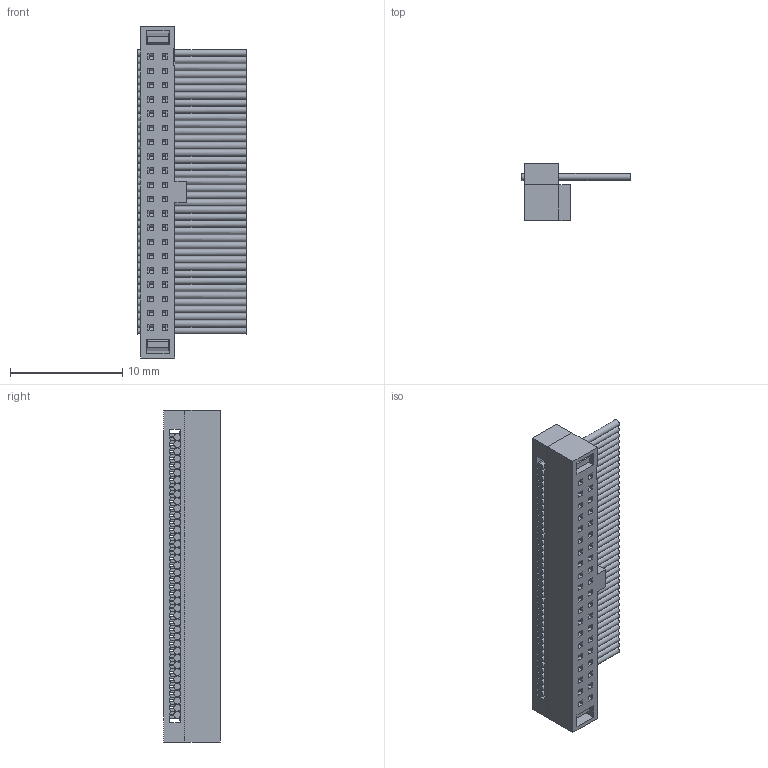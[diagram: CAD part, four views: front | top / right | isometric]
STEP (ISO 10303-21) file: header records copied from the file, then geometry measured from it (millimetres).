
FILE_DESCRIPTION(/* description */ ('STEP AP214'),/* implementation_level */ '2;1');
FILE_NAME(/* name */ 'FFSD-20-S-02.00-01-N',/* time_stamp */ '2024-11-18T00:52:32+01:00',/* author */ ('License CC BY-ND 4.0'),/* organization */ ('CADENAS'),/* preprocessor_version */ 'ST-DEVELOPER v19.3',/* originating_system */ 'PARTsolutions',/* authorisation */ ' ');
FILE_SCHEMA (('AUTOMOTIVE_DESIGN {1 0 10303 214 3 1 1}'));
Length unit declared in the file: inch
Products named in the file (4): FFSD-20-S-02.00-01-N; FFSD-200LB; FFSD-20()ub; FFSD-20pin
Assembly tree (4 placements, depth 2):
  FFSD-20-S-02.00-01-N
    FFSD-200LB
    FFSD-20()ub
    FFSD-20pin  x2
Bounding box: 9.65 x 5.08 x 29.59 mm (x, y, z)
Volume: 378.7 mm3; surface area: 2302.2 mm2
Topology: 4 solids, 4 shells, 1782 faces, 5495 edges, 3610 vertices
Faces by surface type: plane 1584, cylinder 198
Entity records: 53307 total; most frequent: ORIENTED_EDGE 8854, CARTESIAN_POINT 8754, DIRECTION 7957, EDGE_CURVE 4427, LINE 3755, VECTOR 3755, VERTEX_POINT 2898, AXIS2_PLACEMENT_3D 2101
